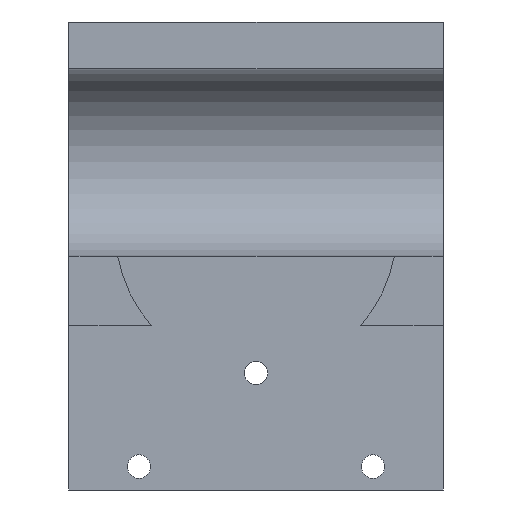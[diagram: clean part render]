
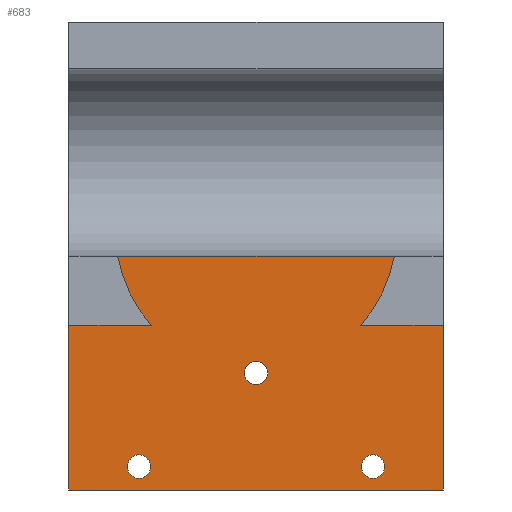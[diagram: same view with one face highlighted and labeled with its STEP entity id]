
A CAD part, left-side view. The second image highlights one B-rep face of the part: STEP entity #683.
In plain terms, the highlighted planar face has unit normal (-1, 0, 0).
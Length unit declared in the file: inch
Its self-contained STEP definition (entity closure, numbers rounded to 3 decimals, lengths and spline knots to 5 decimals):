
#28=FACE_BOUND('',#118,.T.);
#29=FACE_BOUND('',#119,.T.);
#30=FACE_BOUND('',#120,.T.);
#55=PLANE('',#753);
#83=FACE_OUTER_BOUND('',#117,.T.);
#117=EDGE_LOOP('',(#557,#558,#559,#560,#561,#562,#563,#564));
#118=EDGE_LOOP('',(#565));
#119=EDGE_LOOP('',(#566));
#120=EDGE_LOOP('',(#567));
#139=CIRCLE('',#712,0.75);
#140=CIRCLE('',#714,0.75);
#149=CIRCLE('',#754,0.0625);
#150=CIRCLE('',#755,0.0625);
#151=CIRCLE('',#756,0.0625);
#156=LINE('',#1010,#220);
#161=LINE('',#1022,#225);
#202=LINE('',#1202,#266);
#204=LINE('',#1206,#268);
#205=LINE('',#1208,#269);
#206=LINE('',#1209,#270);
#220=VECTOR('',#783,0.3937);
#225=VECTOR('',#792,0.3937);
#266=VECTOR('',#909,0.3937);
#268=VECTOR('',#913,0.3937);
#269=VECTOR('',#914,0.3937);
#270=VECTOR('',#915,0.3937);
#292=VERTEX_POINT('',#1006);
#293=VERTEX_POINT('',#1007);
#294=VERTEX_POINT('',#1009);
#296=VERTEX_POINT('',#1015);
#297=VERTEX_POINT('',#1016);
#299=VERTEX_POINT('',#1020);
#343=VERTEX_POINT('',#1205);
#344=VERTEX_POINT('',#1207);
#345=VERTEX_POINT('',#1210);
#346=VERTEX_POINT('',#1212);
#347=VERTEX_POINT('',#1214);
#358=EDGE_CURVE('',#292,#293,#139,.T.);
#359=EDGE_CURVE('',#293,#294,#156,.T.);
#362=EDGE_CURVE('',#296,#297,#140,.T.);
#365=EDGE_CURVE('',#299,#296,#161,.T.);
#430=EDGE_CURVE('',#292,#297,#202,.T.);
#432=EDGE_CURVE('',#343,#299,#204,.T.);
#433=EDGE_CURVE('',#344,#343,#205,.T.);
#434=EDGE_CURVE('',#294,#344,#206,.T.);
#435=EDGE_CURVE('',#345,#345,#149,.T.);
#436=EDGE_CURVE('',#346,#346,#150,.T.);
#437=EDGE_CURVE('',#347,#347,#151,.T.);
#557=ORIENTED_EDGE('',*,*,#365,.F.);
#558=ORIENTED_EDGE('',*,*,#432,.F.);
#559=ORIENTED_EDGE('',*,*,#433,.F.);
#560=ORIENTED_EDGE('',*,*,#434,.F.);
#561=ORIENTED_EDGE('',*,*,#359,.F.);
#562=ORIENTED_EDGE('',*,*,#358,.F.);
#563=ORIENTED_EDGE('',*,*,#430,.T.);
#564=ORIENTED_EDGE('',*,*,#362,.F.);
#565=ORIENTED_EDGE('',*,*,#435,.F.);
#566=ORIENTED_EDGE('',*,*,#436,.F.);
#567=ORIENTED_EDGE('',*,*,#437,.F.);
#683=ADVANCED_FACE('',(#83,#28,#29,#30),#55,.F.);
#712=AXIS2_PLACEMENT_3D('',#1008,#781,#782);
#714=AXIS2_PLACEMENT_3D('',#1017,#788,#789);
#753=AXIS2_PLACEMENT_3D('',#1204,#911,#912);
#754=AXIS2_PLACEMENT_3D('',#1211,#916,#917);
#755=AXIS2_PLACEMENT_3D('',#1213,#918,#919);
#756=AXIS2_PLACEMENT_3D('',#1215,#920,#921);
#781=DIRECTION('center_axis',(1.,0.,0.));
#782=DIRECTION('ref_axis',(0.,0.745,-0.667));
#783=DIRECTION('',(0.,-1.,0.));
#788=DIRECTION('center_axis',(1.,0.,0.));
#789=DIRECTION('ref_axis',(0.,0.745,-0.667));
#792=DIRECTION('',(0.,-1.,0.));
#909=DIRECTION('',(0.,1.,0.));
#911=DIRECTION('center_axis',(1.,0.,0.));
#912=DIRECTION('ref_axis',(0.,1.,0.));
#913=DIRECTION('',(0.,0.,1.));
#914=DIRECTION('',(0.,1.,0.));
#915=DIRECTION('',(0.,0.,-1.));
#916=DIRECTION('center_axis',(-1.,0.,0.));
#917=DIRECTION('ref_axis',(0.,1.,0.));
#918=DIRECTION('center_axis',(-1.,0.,0.));
#919=DIRECTION('ref_axis',(0.,1.,0.));
#920=DIRECTION('center_axis',(-1.,0.,0.));
#921=DIRECTION('ref_axis',(0.,1.,0.));
#1006=CARTESIAN_POINT('',(0.,0.26135,1.25));
#1007=CARTESIAN_POINT('',(0.,0.44098,0.88));
#1008=CARTESIAN_POINT('Origin',(0.,1.,1.38));
#1009=CARTESIAN_POINT('',(0.,0.,0.88));
#1010=CARTESIAN_POINT('',(0.,1.,0.88));
#1015=CARTESIAN_POINT('',(0.,1.55902,0.88));
#1016=CARTESIAN_POINT('',(0.,1.73865,1.25));
#1017=CARTESIAN_POINT('Origin',(0.,1.,1.38));
#1020=CARTESIAN_POINT('',(0.,2.,0.88));
#1022=CARTESIAN_POINT('',(0.,2.,0.88));
#1202=CARTESIAN_POINT('',(0.,1.5,1.25));
#1204=CARTESIAN_POINT('Origin',(0.,1.,1.065));
#1205=CARTESIAN_POINT('',(0.,2.,0.));
#1206=CARTESIAN_POINT('',(0.,2.,0.));
#1207=CARTESIAN_POINT('',(0.,0.,0.));
#1208=CARTESIAN_POINT('',(0.,0.,0.));
#1209=CARTESIAN_POINT('',(0.,0.,0.88));
#1210=CARTESIAN_POINT('',(0.,1.5625,0.125));
#1211=CARTESIAN_POINT('Origin',(0.,1.625,0.125));
#1212=CARTESIAN_POINT('',(0.,0.3125,0.125));
#1213=CARTESIAN_POINT('Origin',(0.,0.375,0.125));
#1214=CARTESIAN_POINT('',(0.,0.9375,0.625));
#1215=CARTESIAN_POINT('Origin',(0.,1.,0.625));
